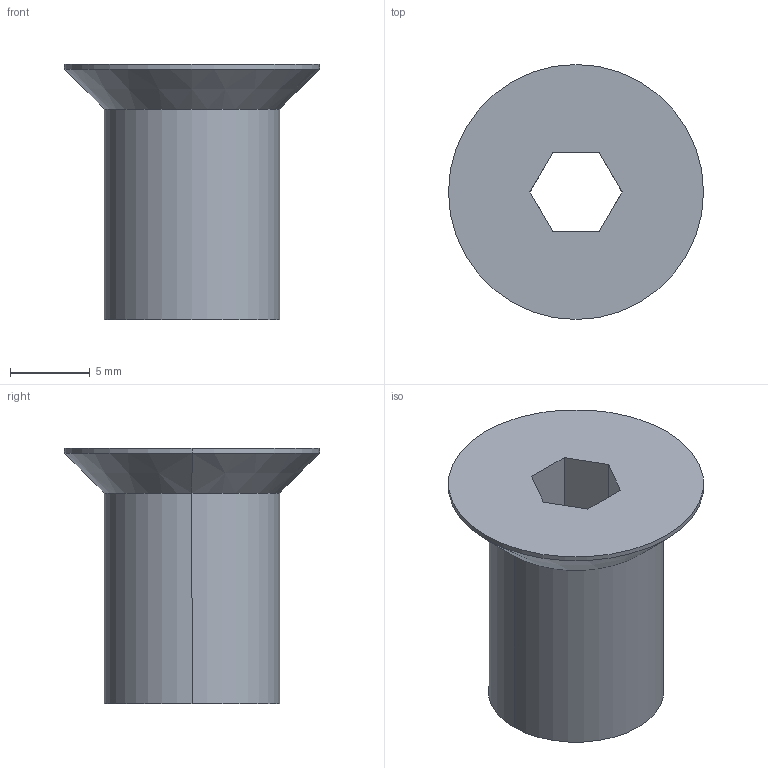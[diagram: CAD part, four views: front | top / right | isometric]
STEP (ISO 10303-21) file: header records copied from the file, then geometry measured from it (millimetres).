
FILE_DESCRIPTION (( 'STEP AP203' ), '1' );
FILE_NAME ('58382-240-8.step', '2018-12-04T13:29:04', ( '' ), ( '' ), 'SwSTEP 2.0', 'SolidWorks 2015', '' );
FILE_SCHEMA (( 'CONFIG_CONTROL_DESIGN' ));
Length unit declared in the file: millimetre
Products named in the file (1): 58382-240-8
Bounding box: 16 x 16 x 16 mm (x, y, z)
Volume: 1168.5 mm3; surface area: 1176.4 mm2
Topology: 1 solids, 1 shells, 288 faces, 758 edges, 502 vertices
Faces by surface type: bspline 142, plane 134, cone 6, cylinder 6
Entity records: 16519 total; most frequent: CARTESIAN_POINT 10297, ORIENTED_EDGE 1516, DIRECTION 776, EDGE_CURVE 758, VERTEX_POINT 502, VECTOR 454, LINE 454, EDGE_LOOP 320
